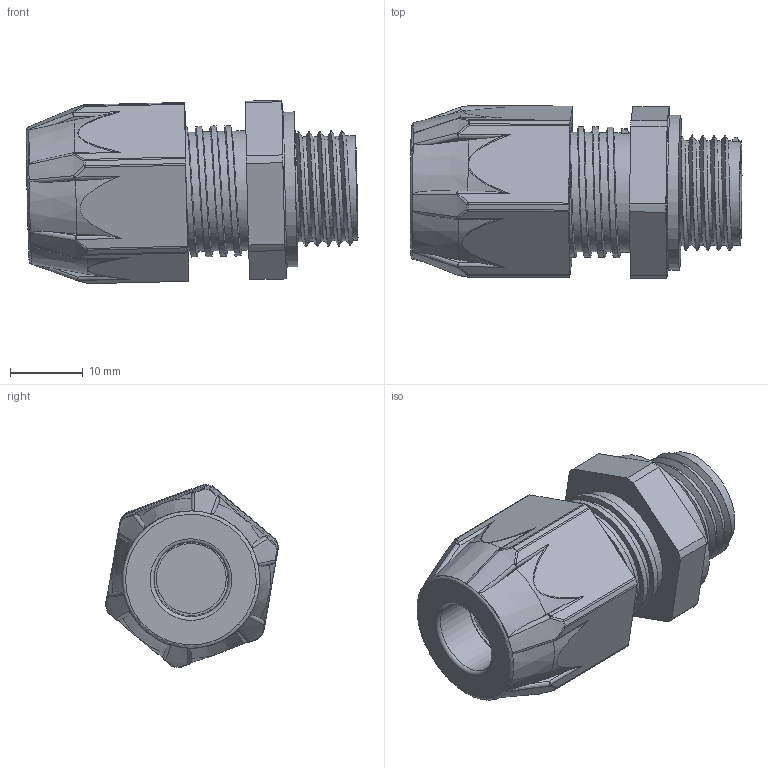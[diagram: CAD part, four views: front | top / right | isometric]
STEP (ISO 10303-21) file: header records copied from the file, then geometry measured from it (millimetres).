
FILE_DESCRIPTION(/* description */ ('Euro-Top-X-4.Generation M16x1,5, Ex e, Doppeldichtung-Silikon'),/* implementation_level */ '2;1');
FILE_NAME(/* name */ '85280517X4HISI-RST.stp',/* time_stamp */ '2021-04-28T15:08:57+02:00',/* author */ ('sl'),/* organization */ (''),/* preprocessor_version */ 'ST-DEVELOPER v16.5',/* originating_system */ 'Autodesk Inventor 2017',/* authorisation */ '');
FILE_SCHEMA (('AUTOMOTIVE_DESIGN { 1 0 10303 214 3 1 1 }'));
Length unit declared in the file: millimetre
Products named in the file (7): 85280517X4HISI; 85280517X4HI; 85280517X4HISI_1; 85280517X4HI_1; 85280517X4HI_2; 85280517X4HI_3; 85280517XHI
Assembly tree (6 placements, depth 2):
  85280517X4HISI
    85280517X4HI
    85280517X4HISI_1
    85280517X4HI_1
    85280517X4HI_2
    85280517X4HI_3
    85280517XHI
Bounding box: 45.66 x 23.82 x 25.21 mm (x, y, z)
Volume: 10687.7 mm3; surface area: 10810.1 mm2
Topology: 6 solids, 6 shells, 297 faces, 756 edges, 476 vertices
Faces by surface type: plane 109, cylinder 78, bspline 41, torus 27, sphere 24, cone 18
Full cylindrical faces by diameter (mm): 7.38 x1, 9.98 x1, 10 x1, 10.23 x2, 10.27 x1, 10.73 x1, 13.18 x1, 13.23 x1, 13.64 x1, 13.77 x1, 14.388 x6, 14.55 x1, 15.52 x1, 16.43 x4, 17.22 x4, 18.742 x5, 21.32 x1
Entity records: 12566 total; most frequent: CARTESIAN_POINT 5871, ORIENTED_EDGE 1328, DIRECTION 1282, EDGE_CURVE 664, AXIS2_PLACEMENT_3D 527, VERTEX_POINT 434, EDGE_LOOP 328, FACE_OUTER_BOUND 280
